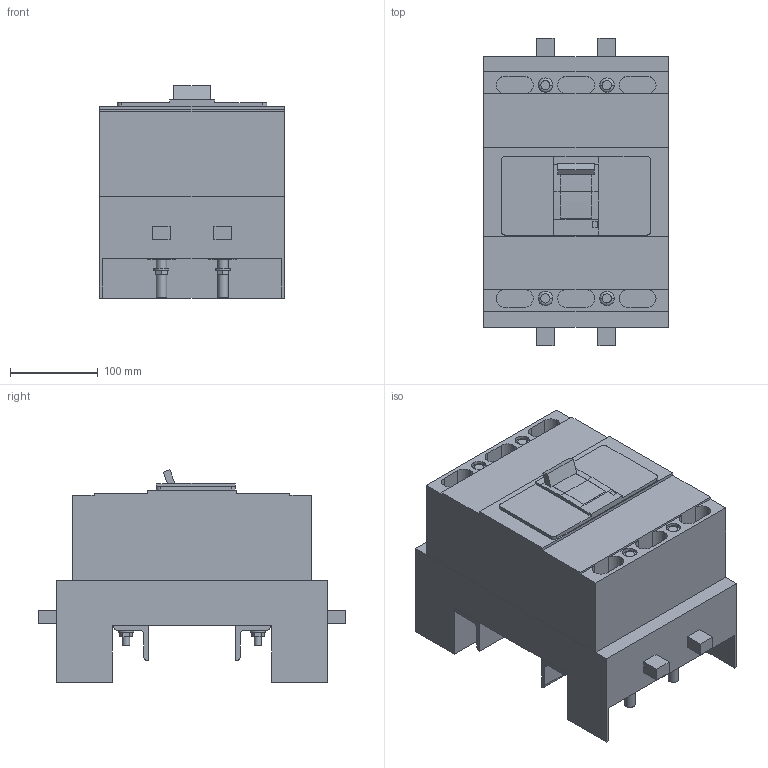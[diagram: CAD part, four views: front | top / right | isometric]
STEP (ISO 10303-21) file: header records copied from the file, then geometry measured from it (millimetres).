
FILE_DESCRIPTION(('CoCreate Modeling STEP Export'),'2;1');
FILE_NAME('Ｓ６３０ＮＦ３Ｍ.stp','2016-03-30T 9:26:13',(''),(''),'CoCreate Modeling STEP processor for AP214 (Solid Model)','CoCreate Modeling 17.0 01-Apr-2010 (C) Parametric Technology GmbH','');
FILE_SCHEMA(('AUTOMOTIVE_DESIGN { 1 0 10303 214 1 1 1 1 }'));
Length unit declared in the file: millimetre
Products named in the file (11): P1; P2; P4.2; P5.3; P6; P3; P7; P8.1; P9; P10.3; Ｓ６３０ＮＦ３Ｍ
Assembly tree (32 placements, depth 2):
  Ｓ６３０ＮＦ３Ｍ
    P10.3  x4
    P8.1  x4
    P9  x4
    P7  x4
    P4.2  x4
    P6  x4
    P5.3  x4
    P3  x2
    P2
    P1
Bounding box: 210 x 350 x 242.18 mm (x, y, z)
Volume: 9043420.2 mm3; surface area: 717426.8 mm2
Topology: 32 solids, 32 shells, 375 faces, 901 edges, 598 vertices
Faces by surface type: plane 209, cylinder 158, torus 8
Entity records: 6392 total; most frequent: ORIENTED_EDGE 1100, CARTESIAN_POINT 1013, DIRECTION 938, EDGE_CURVE 550, VERTEX_POINT 366, VECTOR 356, LINE 356, AXIS2_PLACEMENT_3D 291
